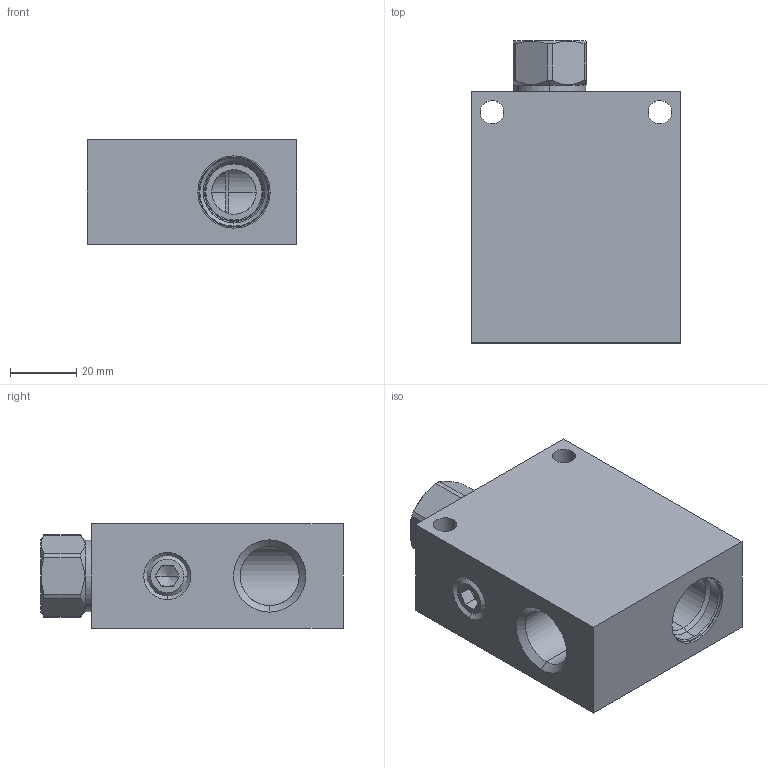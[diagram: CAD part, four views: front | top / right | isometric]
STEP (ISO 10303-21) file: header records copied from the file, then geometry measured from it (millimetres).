
FILE_DESCRIPTION((''),'2;1');
FILE_NAME('X5J_ASM','2019-08-13T',('ProEService'),(''),'PRO/ENGINEER BY PARAMETRIC TECHNOLOGY CORPORATION, 2014200','PRO/ENGINEER BY PARAMETRIC TECHNOLOGY CORPORATION, 2014200','');
FILE_SCHEMA(('CONFIG_CONTROL_DESIGN'));
Length unit declared in the file: inch
Products named in the file (4): 157-434-003; 340-003; CXDAXAN; X5J_ASM
Assembly tree (3 placements, depth 2):
  X5J_ASM
    157-434-003
    340-003
    CXDAXAN
Bounding box: 63.5 x 91.44 x 31.75 mm (x, y, z)
Volume: 126024.5 mm3; surface area: 34283.2 mm2
Topology: 4 solids, 4 shells, 295 faces, 916 edges, 727 vertices
Faces by surface type: cylinder 137, cone 69, plane 55, torus 28, revolution 6
Entity records: 12239 total; most frequent: CARTESIAN_POINT 4179, DIRECTION 1694, ORIENTED_EDGE 1380, EDGE_CURVE 690, AXIS2_PLACEMENT_3D 616, VECTOR 456, LINE 456, VERTEX_POINT 420
